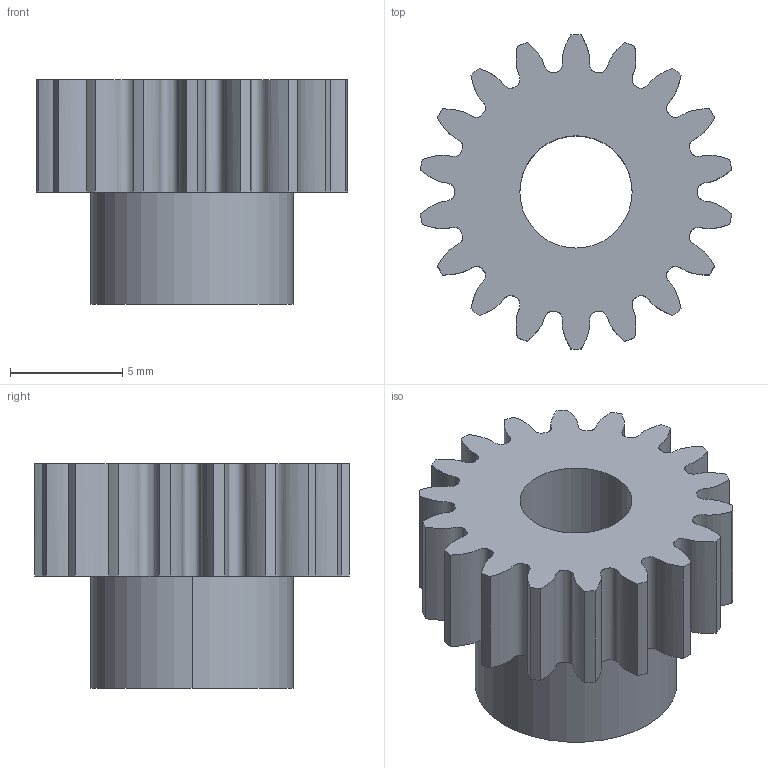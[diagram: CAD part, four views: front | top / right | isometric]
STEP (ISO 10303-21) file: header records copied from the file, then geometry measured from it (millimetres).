
FILE_DESCRIPTION (( 'STEP AP214' ), '1' );
FILE_NAME ('Gear00706.STEP', '2017-09-12T09:03:47', ( '13' ), ( '' ), 'SwSTEP 2.0', 'SolidWorks 2012', '' );
FILE_SCHEMA (( 'AUTOMOTIVE_DESIGN' ));
Length unit declared in the file: millimetre
Products named in the file (1): Gear00706
Bounding box: 13.86 x 14 x 10 mm (x, y, z)
Volume: 741.2 mm3; surface area: 892.6 mm2
Topology: 1 solids, 1 shells, 43 faces, 120 edges, 80 vertices
Faces by surface type: cylinder 22, bspline 18, plane 3
Entity records: 6080 total; most frequent: CARTESIAN_POINT 5014, ORIENTED_EDGE 240, DIRECTION 180, EDGE_CURVE 120, VERTEX_POINT 80, AXIS2_PLACEMENT_3D 70, EDGE_LOOP 46, CIRCLE 44
